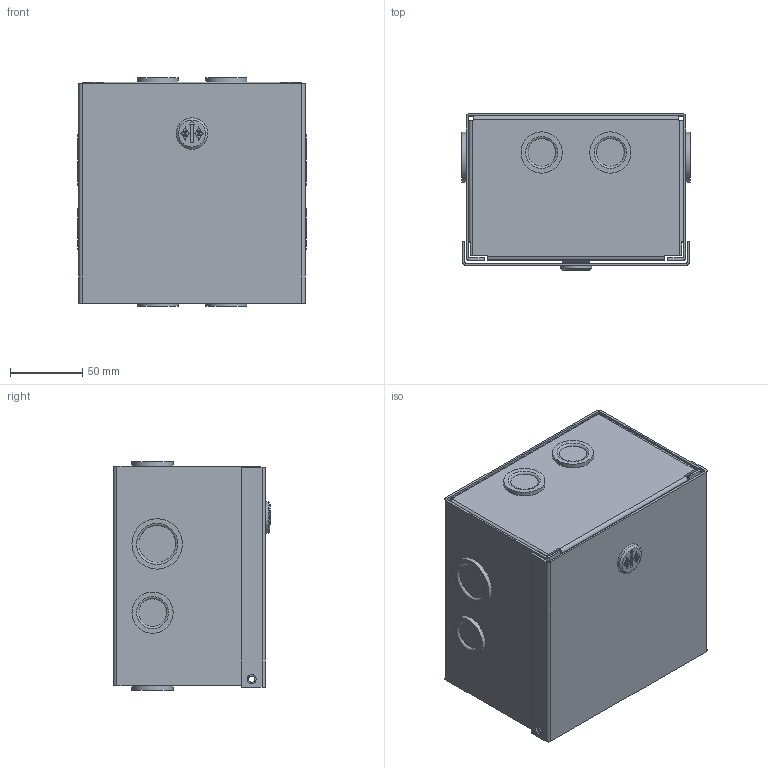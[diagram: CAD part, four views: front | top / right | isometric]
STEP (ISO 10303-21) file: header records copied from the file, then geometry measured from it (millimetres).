
FILE_DESCRIPTION( ( 'Unknown' ), '1' );
FILE_NAME( 'EUKO060604.stp', 'Unknown', ( 'Unknown' ), ( 'Unknown' ), 'PSStep 16.0.42', 'Unknown', ' ' );
FILE_SCHEMA( ( 'AUTOMOTIVE_DESIGN { 1 0 10303 214 1 1 1 1 }' ) );
Length unit declared in the file: millimetre
Products named in the file (9): LOCK PLASTIQUE ASSEMBLÉ; CAM; CORPS; EUKO0606_COUVERCLE; EUKO0606C; DUKO060604_BOITIER; DUKO060604B_16Ga; DUKOxx0604E_16Ga; Assem1
Assembly tree (9 placements, depth 4):
  Assem1
    EUKO0606_COUVERCLE
      EUKO0606C
      LOCK PLASTIQUE ASSEMBLÉ
        CAM
        CORPS
    DUKO060604_BOITIER
      DUKO060604B_16Ga
      DUKOxx0604E_16Ga  x2
Bounding box: 158.5 x 108.64 x 158.5 mm (x, y, z)
Volume: 195270.4 mm3; surface area: 259824.3 mm2
Topology: 6 solids, 6 shells, 484 faces, 1173 edges, 778 vertices
Faces by surface type: plane 339, cylinder 97, torus 24, extrusion 15, cone 9
Full cylindrical faces by diameter (mm): 0.346 x2, 3.658 x2, 4.293 x4, 6.35 x6, 6.706 x2, 21.819 x1, 25.527 x6, 28.575 x6, 31.877 x2, 34.925 x2
Entity records: 16675 total; most frequent: CARTESIAN_POINT 3085, ORIENTED_EDGE 2006, DIRECTION 1947, EDGE_CURVE 1003, VERTEX_POINT 690, AXIS2_PLACEMENT_3D 657, VECTOR 633, LINE 618
